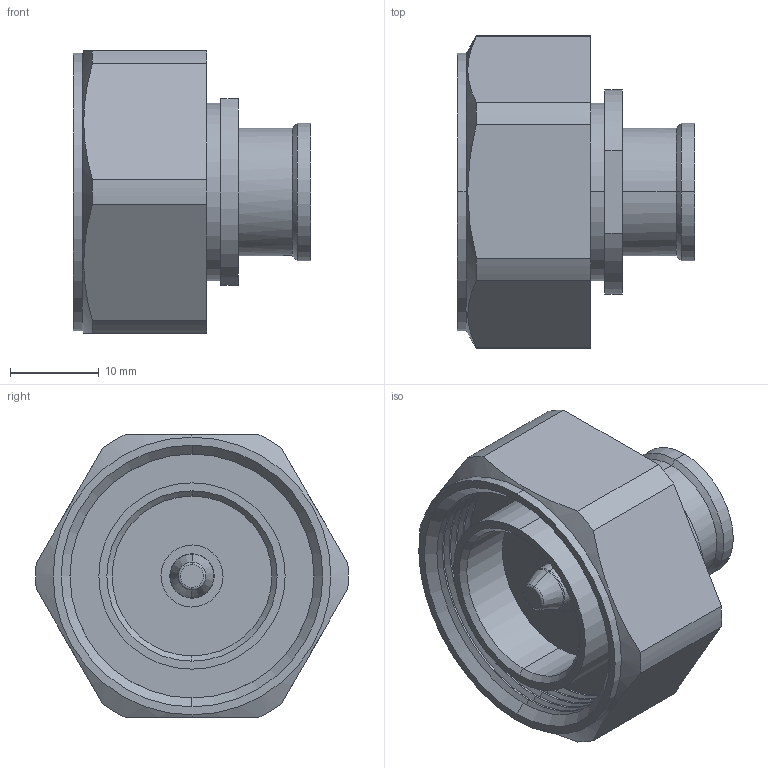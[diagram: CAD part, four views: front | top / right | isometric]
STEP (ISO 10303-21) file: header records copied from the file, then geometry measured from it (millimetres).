
FILE_DESCRIPTION (( 'STEP AP203' ), '1' );
FILE_NAME ('3190-6267.STEP', '2020-09-14T01:38:34', ( '' ), ( '' ), 'SwSTEP 2.0', 'SolidWorks 2018', '' );
FILE_SCHEMA (( 'CONFIG_CONTROL_DESIGN' ));
Length unit declared in the file: inch
Products named in the file (1): 3190-6267
Bounding box: 26.73 x 35.23 x 31.86 mm (x, y, z)
Volume: 11515.9 mm3; surface area: 6095.3 mm2
Topology: 1 solids, 1 shells, 95 faces, 207 edges, 121 vertices
Faces by surface type: cylinder 38, cone 34, plane 19, torus 4
Entity records: 2762 total; most frequent: CARTESIAN_POINT 556, DIRECTION 487, ORIENTED_EDGE 414, EDGE_CURVE 207, AXIS2_PLACEMENT_3D 198, VERTEX_POINT 121, EDGE_LOOP 104, CIRCLE 102
